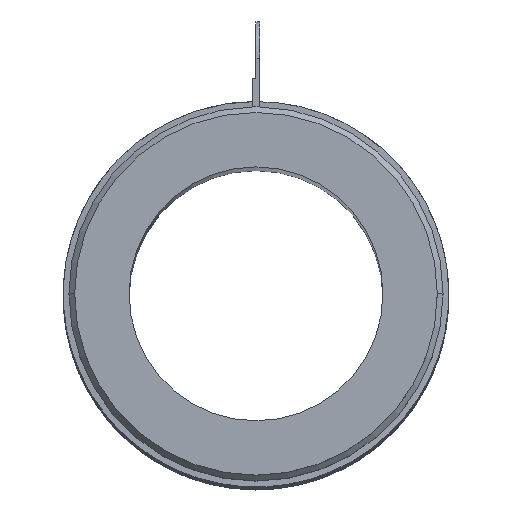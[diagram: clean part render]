
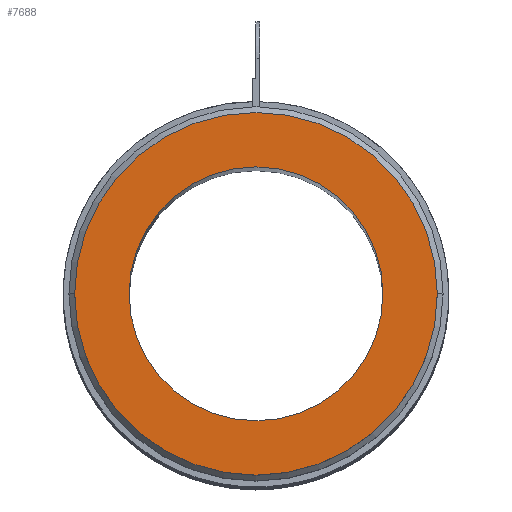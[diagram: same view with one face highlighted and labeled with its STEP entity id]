
A CAD part, top view. The second image highlights one B-rep face of the part: STEP entity #7688.
In plain terms, the highlighted planar face has unit normal (0, 0, 1).
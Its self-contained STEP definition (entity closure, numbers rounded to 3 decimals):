
#747 = PLANE ( 'NONE',  #7592 ) ;
#754 = CARTESIAN_POINT ( 'NONE',  ( 0., 0., 190.5 ) ) ;
#755 = DIRECTION ( 'NONE',  ( 0., 0., 1. ) ) ;
#756 = DIRECTION ( 'NONE',  ( 1., 0., 0. ) ) ;
#1119 = VERTEX_POINT ( 'NONE', #7002 ) ;
#1120 = VERTEX_POINT ( 'NONE', #7001 ) ;
#1121 = VERTEX_POINT ( 'NONE', #6919 ) ;
#2230 = ORIENTED_EDGE ( 'NONE', *, *, #8370, .T. ) ;
#2259 = ORIENTED_EDGE ( 'NONE', *, *, #3852, .T. ) ;
#2306 = ORIENTED_EDGE ( 'NONE', *, *, #3851, .F. ) ;
#2325 = ORIENTED_EDGE ( 'NONE', *, *, #8371, .F. ) ;
#2435 = CARTESIAN_POINT ( 'NONE',  ( 0., 0., 190.5 ) ) ;
#3851 = EDGE_CURVE ( 'NONE', #1120, #1119, #13844, .T. ) ;
#3852 = EDGE_CURVE ( 'NONE', #1121, #8571, #13847, .T. ) ;
#4764 = FACE_OUTER_BOUND ( 'NONE', #13381, .T. ) ;
#4768 = FACE_BOUND ( 'NONE', #13385, .T. ) ;
#5399 = DIRECTION ( 'NONE',  ( 0., 0., 1. ) ) ;
#5400 = DIRECTION ( 'NONE',  ( 1., 0., 0. ) ) ;
#5403 = CARTESIAN_POINT ( 'NONE',  ( 0., 0., 190.5 ) ) ;
#5404 = DIRECTION ( 'NONE',  ( 0., 0., 1. ) ) ;
#5405 = DIRECTION ( 'NONE',  ( 1., 0., 0. ) ) ;
#6919 = CARTESIAN_POINT ( 'NONE',  ( 31.75, 0., 190.5 ) ) ;
#6942 = CIRCLE ( 'NONE', #8065, 31.75 ) ;
#6943 = CIRCLE ( 'NONE', #8066, 22.225 ) ;
#7001 = CARTESIAN_POINT ( 'NONE',  ( -22.225, 0., 190.5 ) ) ;
#7002 = CARTESIAN_POINT ( 'NONE',  ( 22.225, 0., 190.5 ) ) ;
#7592 = AXIS2_PLACEMENT_3D ( 'NONE', #754, #755, #756 ) ;
#7688 = ADVANCED_FACE ( 'NONE', ( #4764, #4768 ), #747, .T. ) ;
#8065 = AXIS2_PLACEMENT_3D ( 'NONE', #10257, #10258, #10259 ) ;
#8066 = AXIS2_PLACEMENT_3D ( 'NONE', #10260, #10261, #10262 ) ;
#8370 = EDGE_CURVE ( 'NONE', #8571, #1121, #6942, .T. ) ;
#8371 = EDGE_CURVE ( 'NONE', #1119, #1120, #6943, .T. ) ;
#8571 = VERTEX_POINT ( 'NONE', #10541 ) ;
#10257 = CARTESIAN_POINT ( 'NONE',  ( 0., 0., 190.5 ) ) ;
#10258 = DIRECTION ( 'NONE',  ( 0., 0., 1. ) ) ;
#10259 = DIRECTION ( 'NONE',  ( 1., 0., 0. ) ) ;
#10260 = CARTESIAN_POINT ( 'NONE',  ( 0., 0., 190.5 ) ) ;
#10261 = DIRECTION ( 'NONE',  ( 0., 0., 1. ) ) ;
#10262 = DIRECTION ( 'NONE',  ( 1., 0., 0. ) ) ;
#10541 = CARTESIAN_POINT ( 'NONE',  ( -31.75, 0., 190.5 ) ) ;
#10978 = AXIS2_PLACEMENT_3D ( 'NONE', #2435, #5399, #5400 ) ;
#10979 = AXIS2_PLACEMENT_3D ( 'NONE', #5403, #5404, #5405 ) ;
#13381 = EDGE_LOOP ( 'NONE', ( #2230, #2259 ) ) ;
#13385 = EDGE_LOOP ( 'NONE', ( #2306, #2325 ) ) ;
#13844 = CIRCLE ( 'NONE', #10978, 22.225 ) ;
#13847 = CIRCLE ( 'NONE', #10979, 31.75 ) ;
